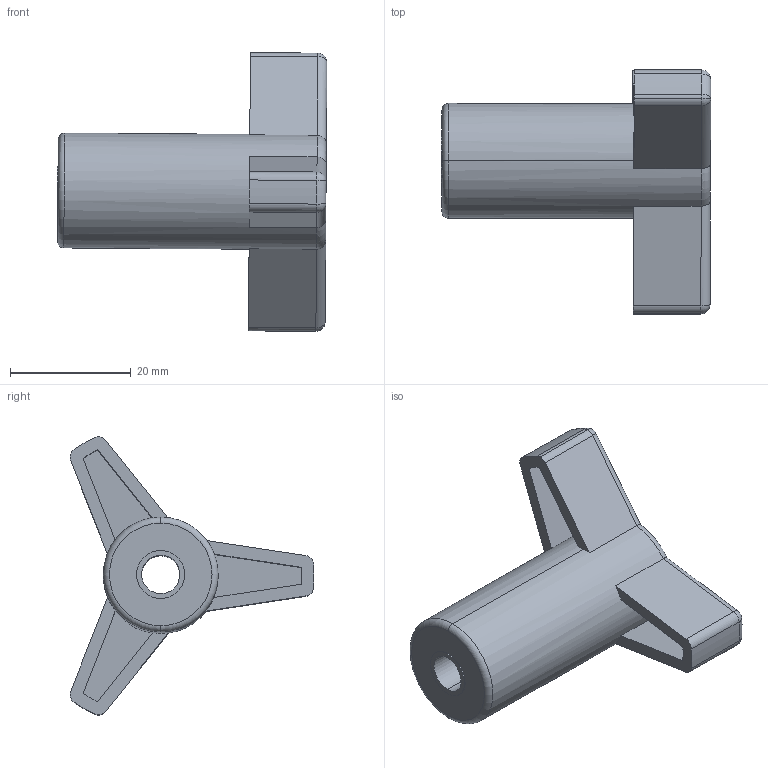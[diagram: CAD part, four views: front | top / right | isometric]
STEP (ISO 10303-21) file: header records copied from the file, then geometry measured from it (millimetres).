
FILE_DESCRIPTION(('STEP AP214'),'1');
FILE_NAME('00CMK-0036-00 (Cylinder Mounting Knob, Tall).stp','2023-09-22T23:23:58',(' '),(' '),'Spatial InterOp 3D',' ',' ');
FILE_SCHEMA(('AUTOMOTIVE_DESIGN { 1 0 10303 214 1 1 1 1 }'));
Length unit declared in the file: inch
Products named in the file (1): 1
Bounding box: 44.75 x 40.44 x 46.23 mm (x, y, z)
Volume: 12161.3 mm3; surface area: 7660.3 mm2
Topology: 1 solids, 1 shells, 71 faces, 174 edges, 100 vertices
Faces by surface type: cylinder 30, plane 23, torus 10, sphere 8
Entity records: 2105 total; most frequent: CARTESIAN_POINT 404, DIRECTION 392, ORIENTED_EDGE 332, EDGE_CURVE 166, AXIS2_PLACEMENT_3D 160, VERTEX_POINT 100, CIRCLE 88, EDGE_LOOP 76
